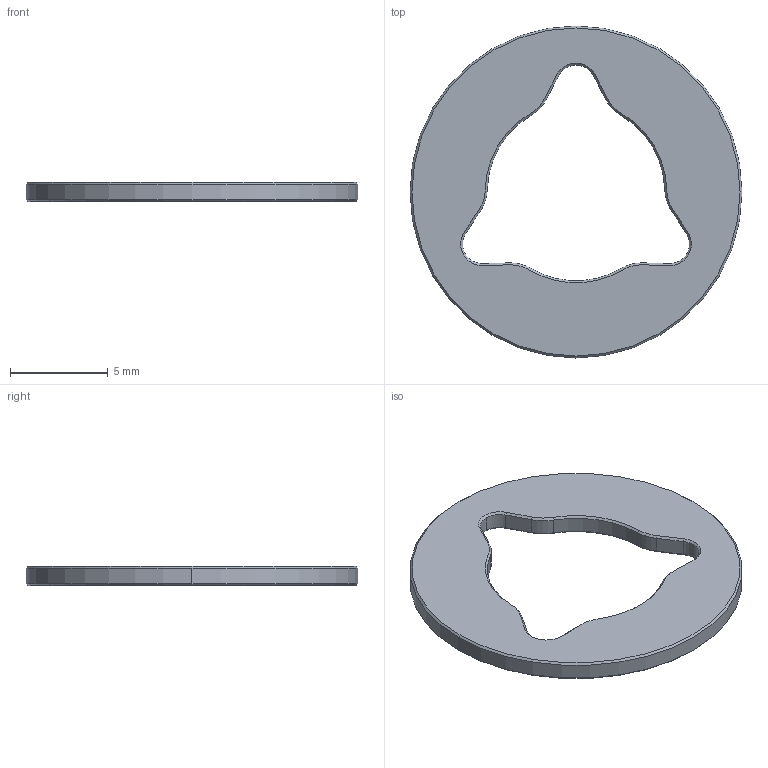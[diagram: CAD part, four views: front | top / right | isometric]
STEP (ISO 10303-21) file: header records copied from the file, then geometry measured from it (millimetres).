
FILE_DESCRIPTION(('3DEXPERIENCE STEP','CAx-IF Rec.Pracs.--- Model Styling and Organization---1.5--- 2016-08-15','CAx-IF Rec.Pracs.---Supplemental Geometry---1.0---2011-11-01','CAx-IF Rec.Pracs.--- Composite Materials ---3.4---2017-06-13','CAx-IF Rec.Pracs.---Tessellated 3D Geometry---1.0---2015-12-17'),'2;1');
FILE_NAME('HU-FS Anlaufscheibe A.1_Fertigteil.stp','2025-09-11T07:24:19+00:00',('none'),('none'),'3DEXPERIENCE Platform3DEXPERIENCE R2025x HotFix 4.26','3DEXPERIENCE Platform STEP AP242 v3','none');
FILE_SCHEMA(('AP242_MANAGED_MODEL_BASED_3D_ENGINEERING_MIM_LF {1 0 10303 442 1 1 4}'));
Length unit declared in the file: millimetre
Products named in the file (1): AnlaufscheibeA.1
Bounding box: 17 x 17 x 1 mm (x, y, z)
Volume: 147 mm3; surface area: 374.6 mm2
Topology: 1 solids, 1 shells, 63 faces, 145 edges, 84 vertices
Faces by surface type: cone 28, plane 20, cylinder 15
Entity records: 1716 total; most frequent: CARTESIAN_POINT 291, ORIENTED_EDGE 290, DIRECTION 265, EDGE_CURVE 145, AXIS2_PLACEMENT_3D 122, VECTOR 85, LINE 85, VERTEX_POINT 84
